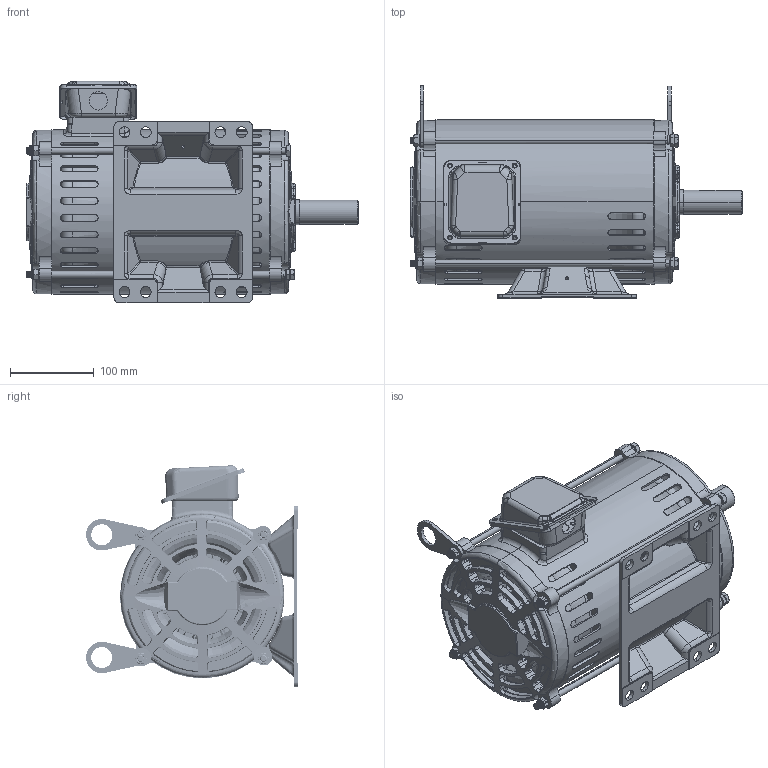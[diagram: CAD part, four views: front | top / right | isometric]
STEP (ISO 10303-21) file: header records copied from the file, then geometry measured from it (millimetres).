
FILE_DESCRIPTION (( 'STEP AP214' ), '1' );
FILE_NAME ('ODP-182_4_T EXT2 C 2 fXT Coord Red1.STEP', '2020-07-08T12:20:31', ( '' ), ( '' ), 'SwSTEP 2.0', 'SolidWorks 2017', '' );
FILE_SCHEMA (( 'AUTOMOTIVE_DESIGN' ));
Length unit declared in the file: inch
Products named in the file (1): ODP-182_4_T EXT2 C 2 fXT Coord Red1
Bounding box: 395.85 x 252.74 x 264.02 mm (x, y, z)
Volume: 6466347.5 mm3; surface area: 1218617.2 mm2
Topology: 26 solids, 28 shells, 3031 faces, 8119 edges, 5128 vertices
Faces by surface type: cylinder 1152, plane 723, cone 588, bspline 343, torus 177, sphere 48
Entity records: 132126 total; most frequent: CARTESIAN_POINT 62028, ORIENTED_EDGE 16120, DIRECTION 13047, EDGE_CURVE 8060, VERTEX_POINT 5123, AXIS2_PLACEMENT_3D 5102, EDGE_LOOP 3307, FACE_OUTER_BOUND 3031
